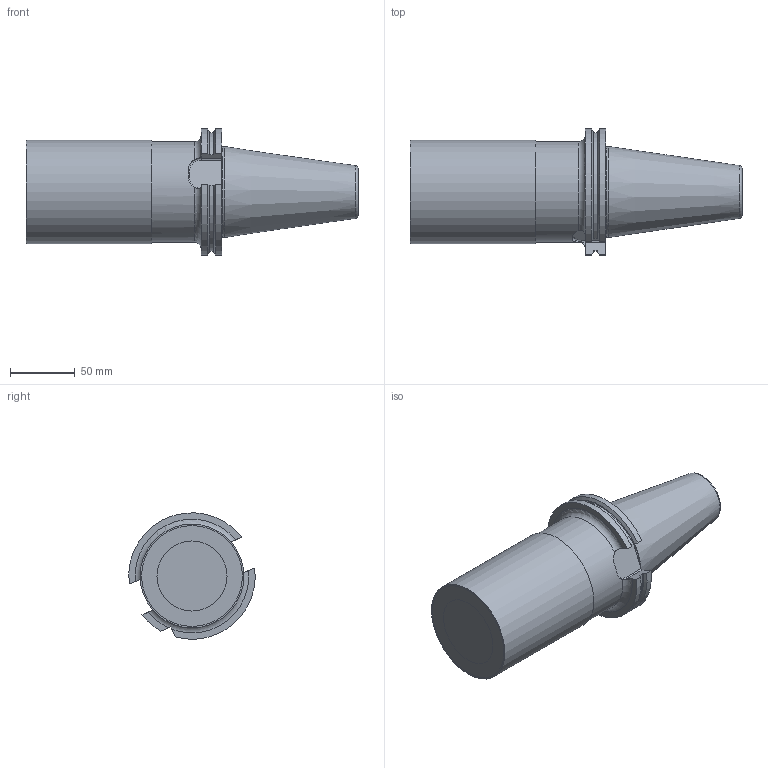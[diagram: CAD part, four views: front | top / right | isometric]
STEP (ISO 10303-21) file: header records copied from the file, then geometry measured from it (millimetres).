
FILE_DESCRIPTION(/* description */ (''),/* implementation_level */ '2;1');
FILE_NAME(/* name */ '80J6R155H50-SSAP95-A-SIM.stp',/* time_stamp */ '2020-02-05T08:56:53+01:00',/* author */ (''),/* organization */ (''),/* preprocessor_version */ 'ST-DEVELOPER v16.7',/* originating_system */ 'SIEMENS PLM Software NX 12.0',/* authorisation */ '');
FILE_SCHEMA (('AUTOMOTIVE_DESIGN { 1 0 10303 214 3 1 1 1 }'));
Length unit declared in the file: millimetre
Products named in the file (1): hm1532102F367oof
Bounding box: 255.85 x 97.41 x 97.38 mm (x, y, z)
Volume: 1465843.2 mm3; surface area: 107223.2 mm2
Topology: 2 solids, 2 shells, 79 faces, 205 edges, 133 vertices
Faces by surface type: plane 26, cylinder 25, torus 15, cone 13
Full cylindrical faces by diameter (mm): 3.15 x1, 20.8 x1, 25 x1, 69.6 x1, 77.7 x1, 80 x1
Entity records: 2586 total; most frequent: CARTESIAN_POINT 730, DIRECTION 375, ORIENTED_EDGE 364, EDGE_CURVE 182, AXIS2_PLACEMENT_3D 155, VERTEX_POINT 128, EDGE_LOOP 98, ADVANCED_FACE 79
